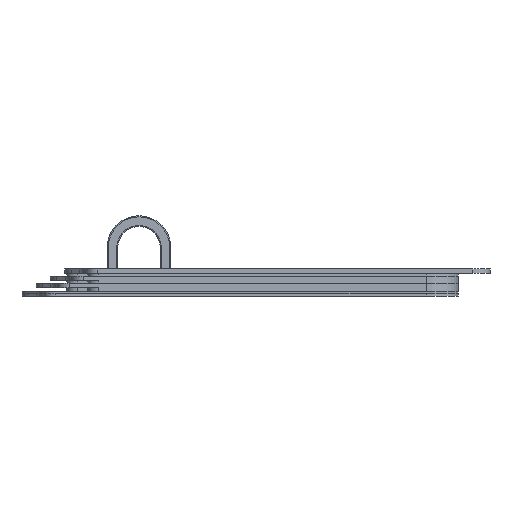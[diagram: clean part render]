
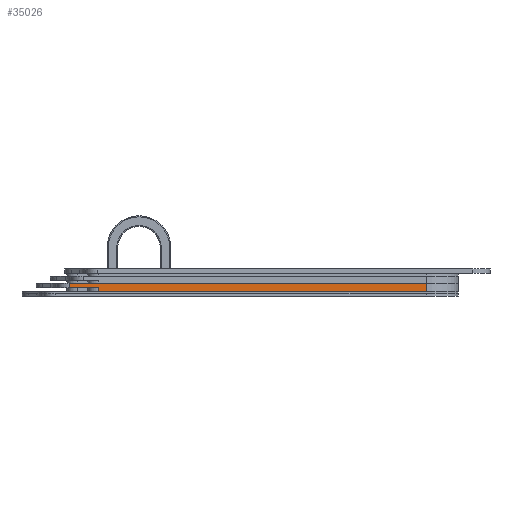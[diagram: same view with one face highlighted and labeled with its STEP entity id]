
A CAD part, front view. The second image highlights one B-rep face of the part: STEP entity #35026.
In plain terms, the highlighted planar face has unit normal (0, -1, 0).
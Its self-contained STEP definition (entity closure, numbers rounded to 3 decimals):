
#159=B_SPLINE_CURVE_WITH_KNOTS('',3,(#55178,#55179,#55180,#55181),
 .UNSPECIFIED.,.F.,.F.,(4,4),(-0.2,0.),
 .UNSPECIFIED.);
#160=B_SPLINE_CURVE_WITH_KNOTS('',3,(#55186,#55187,#55188,#55189),
 .UNSPECIFIED.,.F.,.F.,(4,4),(-0.1,0.1),
 .UNSPECIFIED.);
#1626=PLANE('',#36910);
#3323=FACE_OUTER_BOUND('',#5147,.T.);
#5147=EDGE_LOOP('',(#31576,#31577,#31578,#31579,#31580,#31581));
#9338=LINE('',#54787,#14022);
#9341=LINE('',#54804,#14025);
#9366=LINE('',#55184,#14050);
#9367=LINE('',#55190,#14051);
#14022=VECTOR('',#44107,10.);
#14025=VECTOR('',#44124,10.);
#14050=VECTOR('',#44201,10.);
#14051=VECTOR('',#44202,10.);
#17779=VERTEX_POINT('',#54772);
#17780=VERTEX_POINT('',#54786);
#17786=VERTEX_POINT('',#54800);
#17819=VERTEX_POINT('',#55164);
#17820=VERTEX_POINT('',#55183);
#17821=VERTEX_POINT('',#55185);
#22457=EDGE_CURVE('',#17780,#17779,#9338,.T.);
#22466=EDGE_CURVE('',#17780,#17786,#9341,.T.);
#22520=EDGE_CURVE('',#17819,#17779,#159,.T.);
#22521=EDGE_CURVE('',#17820,#17819,#9366,.T.);
#22522=EDGE_CURVE('',#17821,#17820,#160,.T.);
#22523=EDGE_CURVE('',#17821,#17786,#9367,.T.);
#31576=ORIENTED_EDGE('',*,*,#22457,.T.);
#31577=ORIENTED_EDGE('',*,*,#22520,.F.);
#31578=ORIENTED_EDGE('',*,*,#22521,.F.);
#31579=ORIENTED_EDGE('',*,*,#22522,.F.);
#31580=ORIENTED_EDGE('',*,*,#22523,.T.);
#31581=ORIENTED_EDGE('',*,*,#22466,.F.);
#35026=ADVANCED_FACE('',(#3323),#1626,.T.);
#36910=AXIS2_PLACEMENT_3D('',#55182,#44199,#44200);
#44107=DIRECTION('',(-1.,0.,0.));
#44124=DIRECTION('',(0.,0.,-1.));
#44199=DIRECTION('center_axis',(0.,-1.,0.));
#44200=DIRECTION('ref_axis',(-1.,0.,0.));
#44201=DIRECTION('',(-1.,0.,0.));
#44202=DIRECTION('',(1.,0.,0.));
#54772=CARTESIAN_POINT('',(-32.683,-224.,-6.8));
#54786=CARTESIAN_POINT('',(135.,-224.,-6.8));
#54787=CARTESIAN_POINT('',(99.58,-224.,-6.8));
#54800=CARTESIAN_POINT('',(135.,-224.,-10.8));
#54804=CARTESIAN_POINT('',(135.,-224.,-9.8));
#55164=CARTESIAN_POINT('',(-32.683,-224.,-8.8));
#55178=CARTESIAN_POINT('Ctrl Pts',(-32.683,-224.,-8.8));
#55179=CARTESIAN_POINT('Ctrl Pts',(-32.683,-224.,-8.133));
#55180=CARTESIAN_POINT('Ctrl Pts',(-32.683,-224.,-7.467));
#55181=CARTESIAN_POINT('Ctrl Pts',(-32.683,-224.,-6.8));
#55182=CARTESIAN_POINT('Origin',(151.66,-224.,-6.8));
#55183=CARTESIAN_POINT('',(-19.05,-224.,-8.8));
#55184=CARTESIAN_POINT('',(101.66,-224.,-8.8));
#55185=CARTESIAN_POINT('',(-19.05,-224.,-10.8));
#55186=CARTESIAN_POINT('Ctrl Pts',(-19.05,-224.,-10.8));
#55187=CARTESIAN_POINT('Ctrl Pts',(-19.05,-224.,-10.133));
#55188=CARTESIAN_POINT('Ctrl Pts',(-19.05,-224.,-9.467));
#55189=CARTESIAN_POINT('Ctrl Pts',(-19.05,-224.,-8.8));
#55190=CARTESIAN_POINT('',(99.58,-224.,-10.8));
